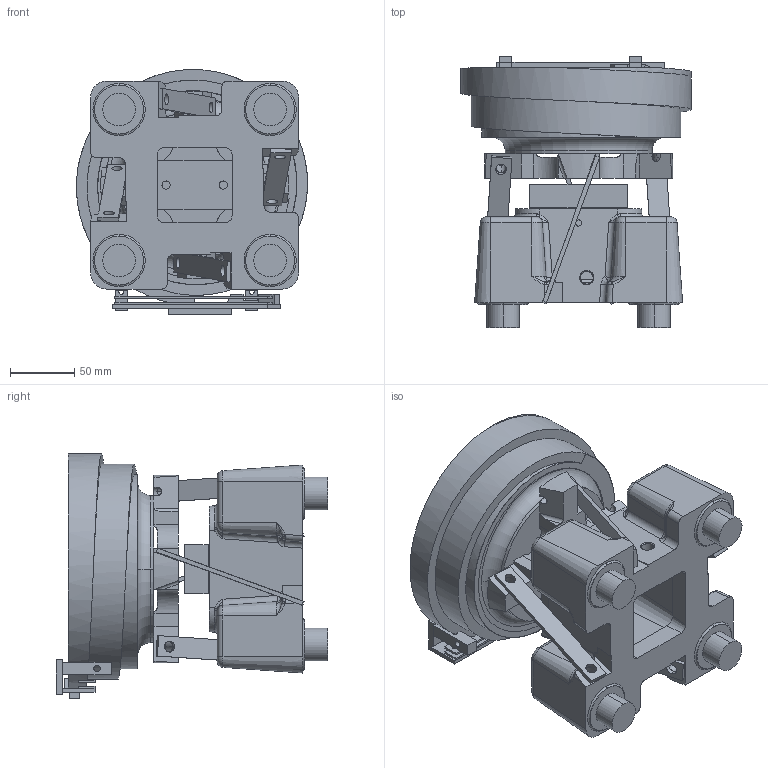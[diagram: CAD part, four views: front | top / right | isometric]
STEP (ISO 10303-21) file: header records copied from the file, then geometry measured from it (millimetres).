
FILE_DESCRIPTION (( 'STEP AP203' ), '1' );
FILE_NAME ('V108.STEP', '2017-01-19T11:58:41', ( 'Eric' ), ( 'Microsoft' ), 'SwSTEP 2.0', 'SolidWorks 2007', '' );
FILE_SCHEMA (( 'CONFIG_CONTROL_DESIGN' ));
Length unit declared in the file: inch
Products named in the file (1): V108
Bounding box: 179.62 x 211.19 x 190.54 mm (x, y, z)
Surface area: 291396.7 mm2 (no closed solid volume)
Topology: 0 solids, 22 shells, 529 faces, 1426 edges, 908 vertices
Faces by surface type: plane 192, cylinder 174, bspline 93, torus 38, cone 24, sphere 8
Entity records: 22346 total; most frequent: CARTESIAN_POINT 9586, ORIENTED_EDGE 2657, DIRECTION 2545, EDGE_CURVE 1410, AXIS2_PLACEMENT_3D 953, VERTEX_POINT 908, VECTOR 639, LINE 639
